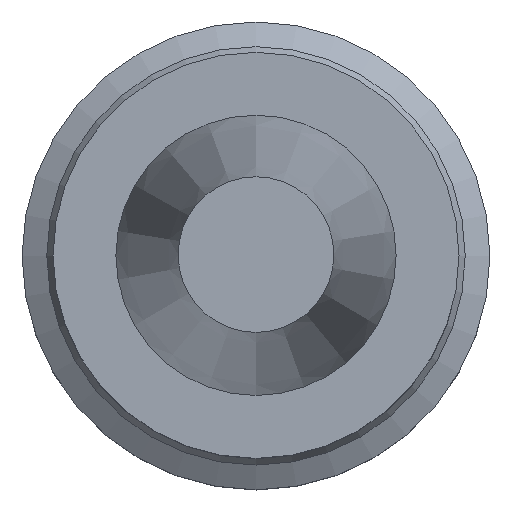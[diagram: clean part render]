
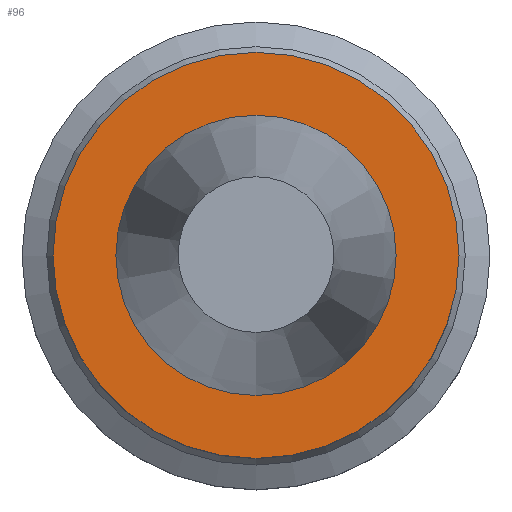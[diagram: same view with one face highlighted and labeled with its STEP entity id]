
A CAD part, top view. The second image highlights one B-rep face of the part: STEP entity #96.
In plain terms, the highlighted planar face has unit normal (0, 0, 1).
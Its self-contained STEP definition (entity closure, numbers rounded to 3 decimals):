
#68=EDGE_CURVE('Unnamed[1]',#172,#172,#173,.T.);
#96=ADVANCED_FACE('Unnamed[1]',(#214,#215),#216,.T.);
#119=EDGE_CURVE('Unnamed[1]',#250,#250,#251,.T.);
#172=VERTEX_POINT('',#309);
#173=CIRCLE('',#310,23.0);
#214=FACE_OUTER_BOUND('',#361,.T.);
#215=FACE_BOUND('',#362,.T.);
#216=PLANE('',#363);
#250=VERTEX_POINT('',#407);
#251=CIRCLE('',#408,15.875);
#309=CARTESIAN_POINT('',(0.,23.0,-1.));
#310=AXIS2_PLACEMENT_3D('',#465,#466,#467);
#361=EDGE_LOOP('',(#509));
#362=EDGE_LOOP('',(#510));
#363=AXIS2_PLACEMENT_3D('',#511,#512,#513);
#407=CARTESIAN_POINT('',(0.,15.875,-1.));
#408=AXIS2_PLACEMENT_3D('',#549,#550,#551);
#465=CARTESIAN_POINT('',(0.,0.,-1.0));
#466=DIRECTION('',(0.,0.,-1.0));
#467=DIRECTION('',(0.,1.0,0.));
#509=ORIENTED_EDGE('',*,*,#68,.F.);
#510=ORIENTED_EDGE('',*,*,#119,.T.);
#511=CARTESIAN_POINT('',(0.,19.438,-1.));
#512=DIRECTION('',(0.,0.,1.0));
#513=DIRECTION('',(0.,-1.0,0.));
#549=CARTESIAN_POINT('',(0.,0.,-1.0));
#550=DIRECTION('',(0.,0.,-1.0));
#551=DIRECTION('',(0.,1.0,0.));
